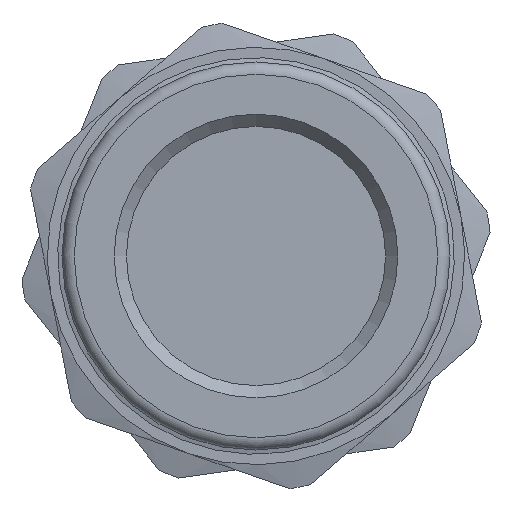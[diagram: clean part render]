
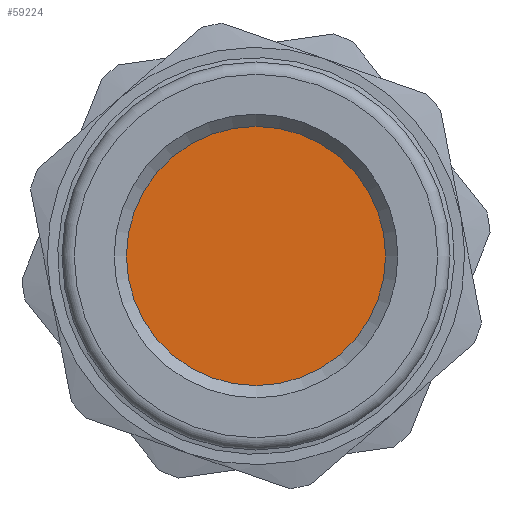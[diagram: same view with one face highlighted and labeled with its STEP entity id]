
A CAD part, left-side view. The second image highlights one B-rep face of the part: STEP entity #59224.
In plain terms, the highlighted planar face has unit normal (-1, 0, 0).
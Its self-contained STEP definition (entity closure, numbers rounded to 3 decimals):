
#73=CARTESIAN_POINT('',(10.0,-5.275,0.0));
#74=VERTEX_POINT('',#73);
#75=CARTESIAN_POINT('',(10.0,0.0,0.0));
#76=DIRECTION('',(-1.0,0.0,0.0));
#77=DIRECTION('',(0.0,-1.0,0.0));
#78=AXIS2_PLACEMENT_3D('',#75,#76,#77);
#79=CIRCLE('',#78,5.275);
#80=EDGE_CURVE('',#74,#74,#79,.T.);
#59216=CARTESIAN_POINT('',(10.0,3.016,0.0));
#59217=DIRECTION('',(-1.0,0.0,0.0));
#59218=DIRECTION('',(0.0,0.0,1.0));
#59219=AXIS2_PLACEMENT_3D('',#59216,#59217,#59218);
#59220=PLANE('',#59219);
#59221=ORIENTED_EDGE('',*,*,#80,.T.);
#59222=EDGE_LOOP('',(#59221));
#59223=FACE_OUTER_BOUND('',#59222,.T.);
#59224=ADVANCED_FACE('',(#59223),#59220,.T.);
